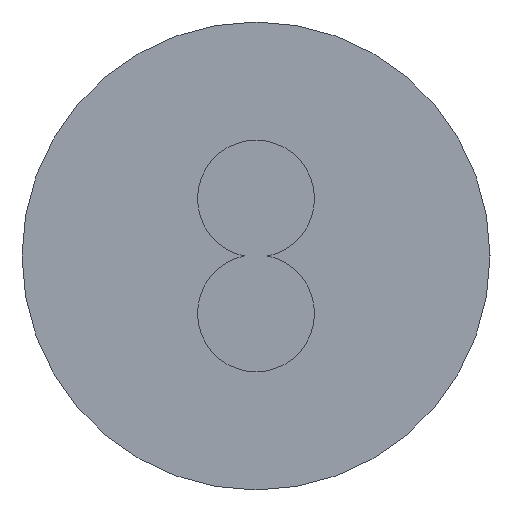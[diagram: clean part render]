
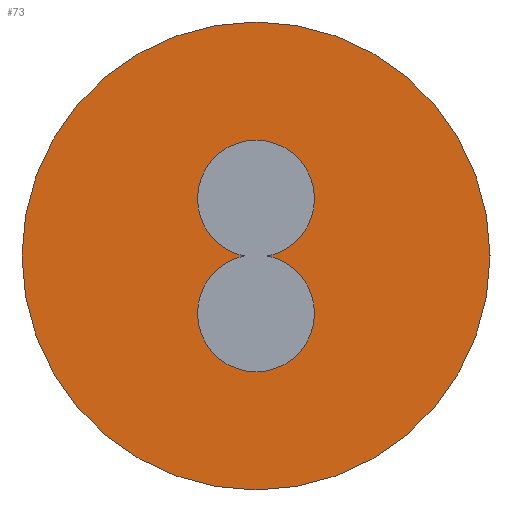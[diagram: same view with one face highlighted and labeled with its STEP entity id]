
A CAD part, left-side view. The second image highlights one B-rep face of the part: STEP entity #73.
In plain terms, the highlighted planar face has unit normal (-1, 0, 0).
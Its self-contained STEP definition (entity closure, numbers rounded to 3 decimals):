
#57=PLANE('',#175);
#73=ADVANCED_FACE('',(#90,#91),#57,.F.);
#90=FACE_BOUND('',#99,.T.);
#91=FACE_BOUND('',#100,.T.);
#99=EDGE_LOOP('',(#115,#116));
#100=EDGE_LOOP('',(#117));
#115=ORIENTED_EDGE('',*,*,#148,.F.);
#116=ORIENTED_EDGE('',*,*,#149,.F.);
#117=ORIENTED_EDGE('',*,*,#147,.F.);
#137=VERTEX_POINT('',#243);
#138=VERTEX_POINT('',#247);
#139=VERTEX_POINT('',#248);
#147=EDGE_CURVE('',#137,#137,#159,.T.);
#148=EDGE_CURVE('',#138,#139,#160,.T.);
#149=EDGE_CURVE('',#139,#138,#161,.T.);
#159=CIRCLE('',#170,1.);
#160=CIRCLE('',#173,0.25);
#161=CIRCLE('',#174,0.25);
#170=AXIS2_PLACEMENT_3D('',#242,#195,#196);
#173=AXIS2_PLACEMENT_3D('',#246,#201,#202);
#174=AXIS2_PLACEMENT_3D('',#249,#203,#204);
#175=AXIS2_PLACEMENT_3D('',#250,#205,#206);
#195=DIRECTION('',(1.,0.,0.));
#196=DIRECTION('',(0.,1.,0.));
#201=DIRECTION('',(-1.,0.,0.));
#202=DIRECTION('',(0.,1.,0.));
#203=DIRECTION('',(-1.,0.,0.));
#204=DIRECTION('',(0.,1.,0.));
#205=DIRECTION('',(1.,0.,0.));
#206=DIRECTION('',(0.,0.,-1.));
#242=CARTESIAN_POINT('',(0.,0.,0.));
#243=CARTESIAN_POINT('',(0.,1.,0.));
#246=CARTESIAN_POINT('',(0.,0.,0.245));
#247=CARTESIAN_POINT('',(0.,-0.05,0.));
#248=CARTESIAN_POINT('',(0.,0.05,0.));
#249=CARTESIAN_POINT('',(0.,0.,-0.245));
#250=CARTESIAN_POINT('',(0.,0.,0.));
